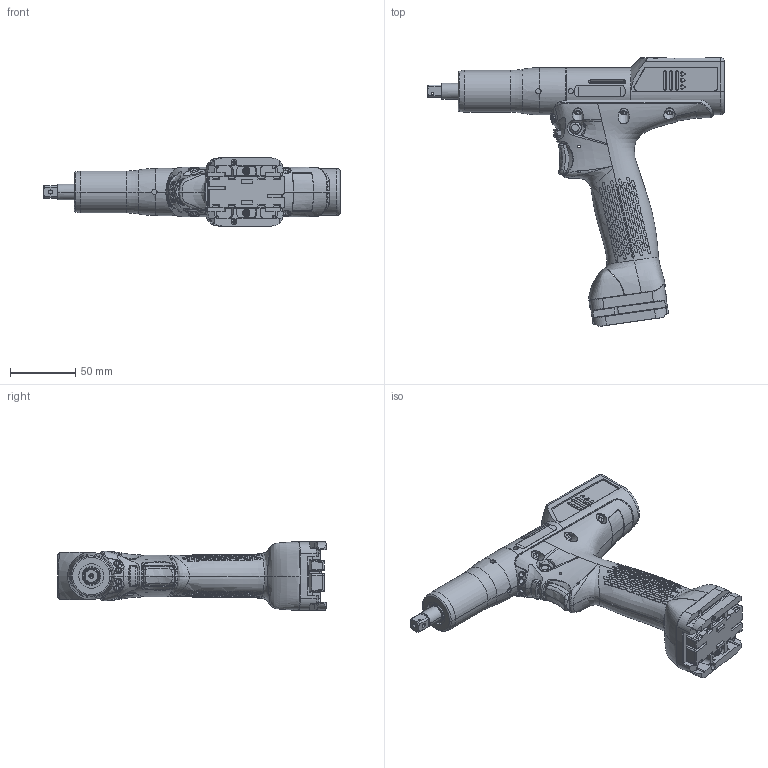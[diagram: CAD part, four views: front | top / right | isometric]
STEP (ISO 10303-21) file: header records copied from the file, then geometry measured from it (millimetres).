
FILE_DESCRIPTION((''),'2;1');
FILE_NAME('6151659790','2018-10-19T',('GREEXTADU'),(''),'CREO PARAMETRIC BY PTC INC, 2017300','CREO PARAMETRIC BY PTC INC, 2017300','');
FILE_SCHEMA(('AUTOMOTIVE_DESIGN { 1 0 10303 214 1 1 1 1 }'));
Length unit declared in the file: millimetre
Products named in the file (1): 6151659790
Bounding box: 226.95 x 205.54 x 52 mm (x, y, z)
Volume: 360823.6 mm3; surface area: 105307.4 mm2
Topology: 7 solids, 7 shells, 2996 faces, 7937 edges, 5082 vertices
Faces by surface type: plane 1170, cylinder 951, bspline 485, cone 235, torus 81, sphere 46, extrusion 28
Entity records: 201027 total; most frequent: CARTESIAN_POINT 113140, ORIENTED_EDGE 15786, DIRECTION 11614, EDGE_CURVE 7893, VERTEX_POINT 5082, AXIS2_PLACEMENT_3D 4101, VECTOR 3412, LINE 3384
